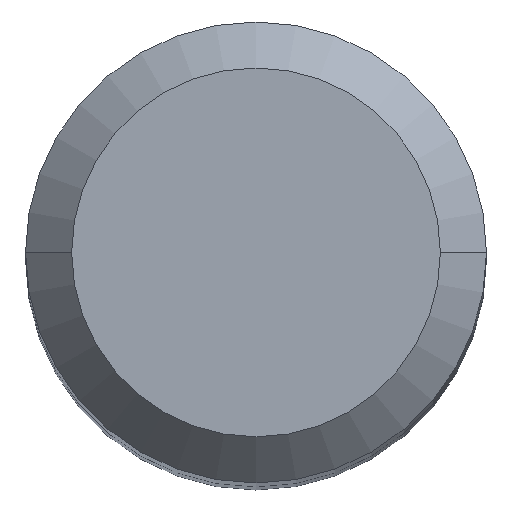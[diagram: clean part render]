
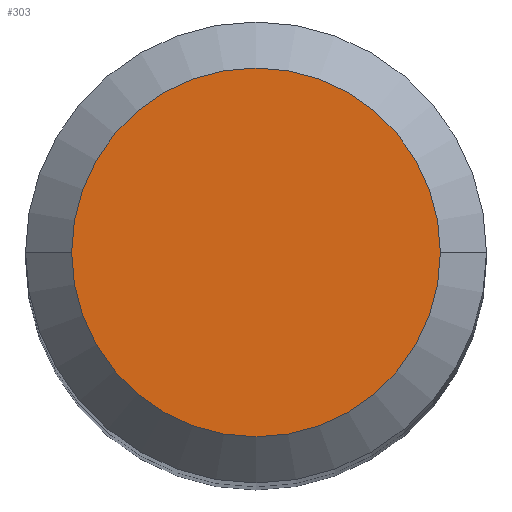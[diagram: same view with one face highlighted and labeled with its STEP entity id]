
A CAD part, top view. The second image highlights one B-rep face of the part: STEP entity #303.
In plain terms, the highlighted planar face has unit normal (0, 0, 1).
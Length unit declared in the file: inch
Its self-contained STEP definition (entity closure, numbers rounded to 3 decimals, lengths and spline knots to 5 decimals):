
#14 = CARTESIAN_POINT ( 'NONE',  ( 0., 0., 0. ) ) ;
#35 = CARTESIAN_POINT ( 'NONE',  ( 0., 0., 0. ) ) ;
#38 = CARTESIAN_POINT ( 'NONE',  ( -0.125, 0., 0. ) ) ;
#55 = CARTESIAN_POINT ( 'NONE',  ( 0.125, 0., 0. ) ) ;
#79 = FACE_OUTER_BOUND ( 'NONE', #103, .T. ) ;
#89 = CIRCLE ( 'NONE', #101, 0.125 ) ;
#101 = AXIS2_PLACEMENT_3D ( 'NONE', #35, #273, #209 ) ;
#103 = EDGE_LOOP ( 'NONE', ( #131, #123 ) ) ;
#123 = ORIENTED_EDGE ( 'NONE', *, *, #244, .T. ) ;
#131 = ORIENTED_EDGE ( 'NONE', *, *, #226, .T. ) ;
#158 = VERTEX_POINT ( 'NONE', #38 ) ;
#162 = CIRCLE ( 'NONE', #367, 0.125 ) ;
#171 = PLANE ( 'NONE',  #299 ) ;
#208 = DIRECTION ( 'NONE',  ( 0., 0., 1. ) ) ;
#209 = DIRECTION ( 'NONE',  ( 1., 0., 0. ) ) ;
#226 = EDGE_CURVE ( 'NONE', #158, #261, #162, .T. ) ;
#244 = EDGE_CURVE ( 'NONE', #261, #158, #89, .T. ) ;
#261 = VERTEX_POINT ( 'NONE', #55 ) ;
#273 = DIRECTION ( 'NONE',  ( 0., 0., 1. ) ) ;
#281 = DIRECTION ( 'NONE',  ( 1., 0., 0. ) ) ;
#299 = AXIS2_PLACEMENT_3D ( 'NONE', #14, #349, #378 ) ;
#303 = ADVANCED_FACE ( 'NONE', ( #79 ), #171, .F. ) ;
#347 = CARTESIAN_POINT ( 'NONE',  ( 0., 0., 0. ) ) ;
#349 = DIRECTION ( 'NONE',  ( 0., 0., -1. ) ) ;
#367 = AXIS2_PLACEMENT_3D ( 'NONE', #347, #208, #281 ) ;
#378 = DIRECTION ( 'NONE',  ( -1., 0., 0. ) ) ;
